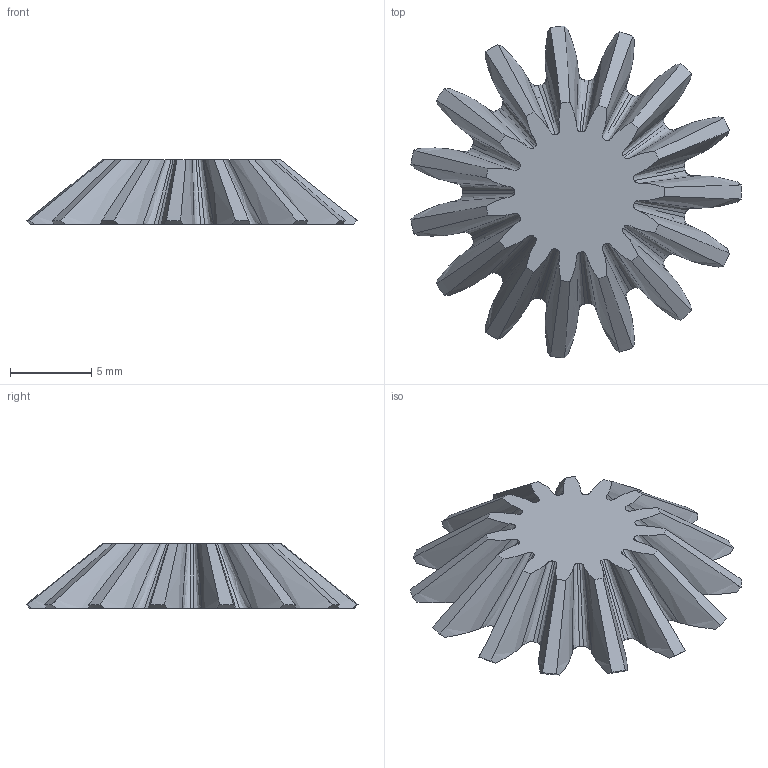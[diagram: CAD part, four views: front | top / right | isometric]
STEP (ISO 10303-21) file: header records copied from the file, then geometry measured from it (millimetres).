
FILE_DESCRIPTION(('STEP AP214'), '1');
FILE_NAME('櫻蠉錪', '2021-12-18T16:04:52', (''), (''), 'ASCON STEP Converter 1.3', 'ASCON Math Kernel', '');
FILE_SCHEMA(('AUTOMOTIVE_DESIGN { 1 0 10303 214 3 1 1}'));
Length unit declared in the file: millimetre
Bounding box: 20.37 x 20.48 x 4 mm (x, y, z)
Volume: 590.9 mm3; surface area: 763.4 mm2
Topology: 1 solids, 1 shells, 137 faces, 405 edges, 276 vertices
Faces by surface type: bspline 75, plane 32, cone 30
Entity records: 12349 total; most frequent: CARTESIAN_POINT 8240, ORIENTED_EDGE 810, EDGE_CURVE 405, DIRECTION 306, VERTEX_POINT 270, B_SPLINE_CURVE_WITH_KNOTS 270, COLOUR_RGB 144, PRESENTATION_STYLE_ASSIGNMENT 144
